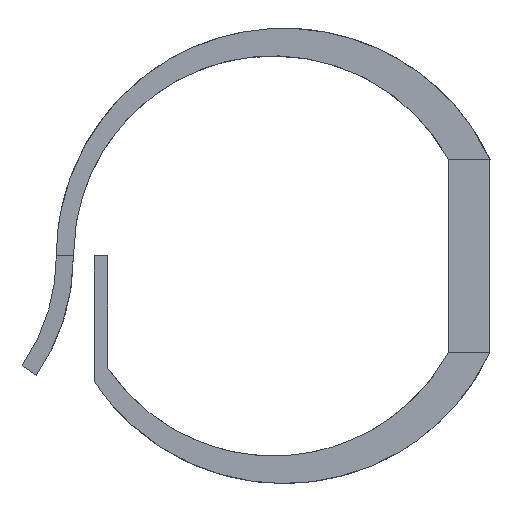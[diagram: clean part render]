
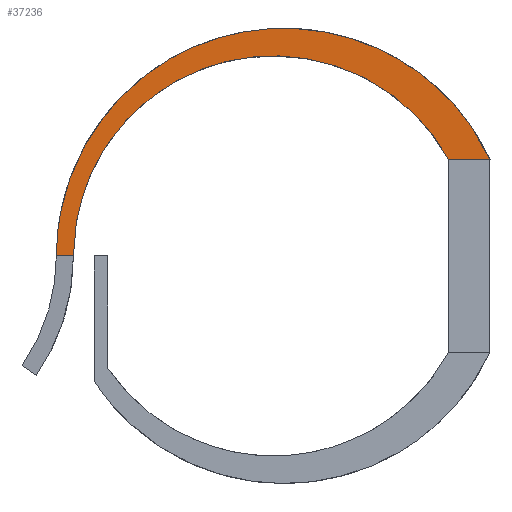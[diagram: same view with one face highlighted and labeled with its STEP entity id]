
A CAD part, left-side view. The second image highlights one B-rep face of the part: STEP entity #37236.
In plain terms, the highlighted planar face has unit normal (-1, 0, 0.002).
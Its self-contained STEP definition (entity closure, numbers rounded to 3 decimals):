
#21615=CARTESIAN_POINT('',(8.012,0.,
7.));
#21616=CARTESIAN_POINT('',(8.013,0.082,
7.175));
#21617=CARTESIAN_POINT('',(8.013,0.239,
7.495));
#21618=CARTESIAN_POINT('',(8.014,0.536,
8.055));
#21619=CARTESIAN_POINT('',(8.015,0.883,
8.648));
#21620=CARTESIAN_POINT('',(8.016,1.275,9.254));
#21621=CARTESIAN_POINT('',(8.017,1.651,9.785));
#21622=CARTESIAN_POINT('',(8.018,2.015,10.26));
#21623=CARTESIAN_POINT('',(8.019,2.486,10.832));
#21624=CARTESIAN_POINT('',(8.02,3.055,11.457));
#21625=CARTESIAN_POINT('',(8.021,3.714,12.102));
#21626=CARTESIAN_POINT('',(8.022,4.355,12.665));
#21627=CARTESIAN_POINT('',(8.023,4.981,13.162));
#21628=CARTESIAN_POINT('',(8.024,5.8,13.752));
#21629=CARTESIAN_POINT('',(8.025,6.797,14.371));
#21630=CARTESIAN_POINT('',(8.026,7.962,14.969));
#21631=CARTESIAN_POINT('',(8.027,9.099,15.447));
#21632=CARTESIAN_POINT('',(8.028,10.214,15.822));
#21633=CARTESIAN_POINT('',(8.028,11.309,16.108));
#21634=CARTESIAN_POINT('',(8.029,12.745,16.381));
#21635=CARTESIAN_POINT('',(8.029,14.498,16.537));
#21636=CARTESIAN_POINT('',(8.029,16.544,16.464));
#21637=CARTESIAN_POINT('',(8.028,18.536,16.145));
#21638=CARTESIAN_POINT('',(8.027,20.475,15.589));
#21639=CARTESIAN_POINT('',(8.026,22.359,14.787));
#21640=CARTESIAN_POINT('',(8.024,23.88,13.902));
#21641=CARTESIAN_POINT('',(8.023,25.065,13.045));
#21642=CARTESIAN_POINT('',(8.022,25.935,12.322));
#21643=CARTESIAN_POINT('',(8.02,26.785,11.509));
#21644=CARTESIAN_POINT('',(8.018,27.613,10.594));
#21645=CARTESIAN_POINT('',(8.017,28.413,9.559));
#21646=CARTESIAN_POINT('',(8.015,29.054,8.575));
#21647=CARTESIAN_POINT('',(8.013,29.545,7.693));
#21648=CARTESIAN_POINT('',(8.012,29.901,6.977));
#21649=CARTESIAN_POINT('',(8.011,30.243,6.195));
#21650=CARTESIAN_POINT('',(8.009,30.566,5.332));
#21651=CARTESIAN_POINT('',(8.008,30.816,4.525));
#21652=CARTESIAN_POINT('',(8.007,31.,3.806));
#21653=CARTESIAN_POINT('',(8.006,31.128,3.223));
#21654=CARTESIAN_POINT('',(8.005,31.243,2.582));
#21655=CARTESIAN_POINT('',(8.003,31.342,1.867));
#21656=CARTESIAN_POINT('',(8.002,31.404,1.183));
#21657=CARTESIAN_POINT('',(8.001,31.435,
0.549));
#21658=CARTESIAN_POINT('',(8.,31.442,
0.193));
#21659=CARTESIAN_POINT('',(8.,31.442,0.));
#21709=CARTESIAN_POINT('',(8.,30.198,0.));
#21710=CARTESIAN_POINT('',(8.001,30.198,
0.293));
#21711=CARTESIAN_POINT('',(8.001,30.181,
0.814));
#21712=CARTESIAN_POINT('',(8.003,30.127,1.483));
#21713=CARTESIAN_POINT('',(8.004,30.053,2.075));
#21714=CARTESIAN_POINT('',(8.005,29.935,2.791));
#21715=CARTESIAN_POINT('',(8.006,29.76,3.578));
#21716=CARTESIAN_POINT('',(8.008,29.52,4.408));
#21717=CARTESIAN_POINT('',(8.009,29.259,5.153));
#21718=CARTESIAN_POINT('',(8.011,28.888,6.057));
#21719=CARTESIAN_POINT('',(8.012,28.389,7.053));
#21720=CARTESIAN_POINT('',(8.014,27.75,8.092));
#21721=CARTESIAN_POINT('',(8.016,27.079,9.007));
#21722=CARTESIAN_POINT('',(8.017,26.382,9.822));
#21723=CARTESIAN_POINT('',(8.018,25.663,10.549));
#21724=CARTESIAN_POINT('',(8.02,24.925,11.2));
#21725=CARTESIAN_POINT('',(8.021,23.916,11.976));
#21726=CARTESIAN_POINT('',(8.022,22.614,12.787));
#21727=CARTESIAN_POINT('',(8.024,20.995,13.537));
#21728=CARTESIAN_POINT('',(8.025,19.321,14.077));
#21729=CARTESIAN_POINT('',(8.025,17.595,14.412));
#21730=CARTESIAN_POINT('',(8.025,15.815,14.537));
#21731=CARTESIAN_POINT('',(8.025,14.283,14.455));
#21732=CARTESIAN_POINT('',(8.025,13.025,14.262));
#21733=CARTESIAN_POINT('',(8.025,12.064,14.049));
#21734=CARTESIAN_POINT('',(8.024,11.083,13.759));
#21735=CARTESIAN_POINT('',(8.023,10.08,13.382));
#21736=CARTESIAN_POINT('',(8.023,9.051,12.904));
#21737=CARTESIAN_POINT('',(8.021,7.99,12.303));
#21738=CARTESIAN_POINT('',(8.02,7.072,11.672));
#21739=CARTESIAN_POINT('',(8.019,6.31,11.059));
#21740=CARTESIAN_POINT('',(8.018,5.722,10.533));
#21741=CARTESIAN_POINT('',(8.017,5.111,9.921));
#21742=CARTESIAN_POINT('',(8.016,4.578,9.317));
#21743=CARTESIAN_POINT('',(8.015,4.129,8.747));
#21744=CARTESIAN_POINT('',(8.014,3.778,8.264));
#21745=CARTESIAN_POINT('',(8.013,3.408,7.705));
#21746=CARTESIAN_POINT('',(8.013,3.142,7.257));
#21747=CARTESIAN_POINT('',(8.012,3.,7.));
#22147=DIRECTION('',(0.,-1.,0.));
#22148=VECTOR('',#22147,1.243);
#22149=CARTESIAN_POINT('',(8.,31.442,
0.));
#22150=LINE('',#22149,#22148);
#22175=DIRECTION('',(0.,1.,0.));
#22176=VECTOR('',#22175,3.);
#22177=CARTESIAN_POINT('',(8.012,0.,7.));
#22178=LINE('',#22177,#22176);
#22946=CARTESIAN_POINT('',(8.012,3.,7.));
#22948=VERTEX_POINT('',#22946);
#22962=VERTEX_POINT('',#21709);
#23134=VERTEX_POINT('',#21615);
#23135=VERTEX_POINT('',#21659);
#37225=CARTESIAN_POINT('',(8.,0.,0.));
#37226=DIRECTION('',(1.,0.,-0.002));
#37227=DIRECTION('',(0.,-1.,0.));
#37228=AXIS2_PLACEMENT_3D('',#37225,#37226,#37227);
#37229=PLANE('',#37228);
#37230=ORIENTED_EDGE('',*,*,#37195,.F.);
#37231=ORIENTED_EDGE('',*,*,#36981,.F.);
#37232=ORIENTED_EDGE('',*,*,#30897,.T.);
#37233=ORIENTED_EDGE('',*,*,#37030,.F.);
#37234=EDGE_LOOP('',(#37230,#37231,#37232,#37233));
#37235=FACE_OUTER_BOUND('',#37234,.F.);
#21660=B_SPLINE_CURVE_WITH_KNOTS('',3,(#21615,#21616,#21617,#21618,#21619,
#21620,#21621,#21622,#21623,#21624,#21625,#21626,#21627,#21628,#21629,#21630,
#21631,#21632,#21633,#21634,#21635,#21636,#21637,#21638,#21639,#21640,#21641,
#21642,#21643,#21644,#21645,#21646,#21647,#21648,#21649,#21650,#21651,#21652,
#21653,#21654,#21655,#21656,#21657,#21658,#21659),.UNSPECIFIED.,.F.,.F.,(4,1,1,
1,1,1,1,1,1,1,1,1,1,1,1,1,1,1,1,1,1,1,1,1,1,1,1,1,1,1,1,1,1,1,1,1,1,1,1,1,1,1,
4),(0.,0.004,0.008,0.016,0.023,0.031,0.039,
0.047,0.063,0.078,0.094,0.109,0.125,0.156,0.188,
0.219,0.25,0.281,0.313,0.375,0.438,0.5,0.563,0.625,
0.688,0.719,0.75,0.781,0.813,0.844,0.875,0.891,
0.906,0.922,0.938,0.953,0.961,0.969,0.977,
0.984,0.992,0.996,1.),.UNSPECIFIED.);
#21748=B_SPLINE_CURVE_WITH_KNOTS('',3,(#21709,#21710,#21711,#21712,#21713,
#21714,#21715,#21716,#21717,#21718,#21719,#21720,#21721,#21722,#21723,#21724,
#21725,#21726,#21727,#21728,#21729,#21730,#21731,#21732,#21733,#21734,#21735,
#21736,#21737,#21738,#21739,#21740,#21741,#21742,#21743,#21744,#21745,#21746,
#21747),.UNSPECIFIED.,.F.,.F.,(4,1,1,1,1,1,1,1,1,1,1,1,1,1,1,1,1,1,1,1,1,1,1,1,
1,1,1,1,1,1,1,1,1,1,1,1,4),(0.,0.008,0.016,0.023,0.031,
0.047,0.063,0.078,0.094,0.125,0.156,0.188,0.219,
0.25,0.281,0.313,0.375,0.438,0.5,0.563,0.625,0.688,
0.719,0.75,0.781,0.813,0.844,0.875,0.906,0.922,
0.938,0.953,0.969,0.977,0.984,0.992,1.),
.UNSPECIFIED.);
#30897=EDGE_CURVE('',#23134,#22948,#22178,.T.);
#36981=EDGE_CURVE('',#23134,#23135,#21660,.T.);
#37030=EDGE_CURVE('',#22962,#22948,#21748,.T.);
#37195=EDGE_CURVE('',#23135,#22962,#22150,.T.);
#37236=ADVANCED_FACE('',(#37235),#37229,.F.);
